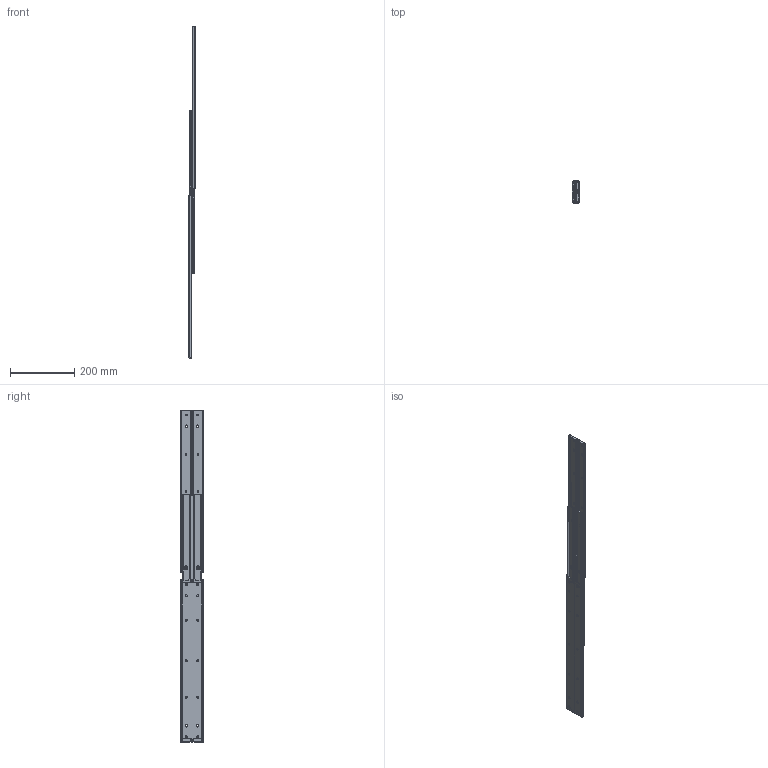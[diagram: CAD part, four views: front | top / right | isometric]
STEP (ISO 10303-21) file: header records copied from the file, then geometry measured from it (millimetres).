
FILE_DESCRIPTION (( 'STEP AP203' ), '1' );
FILE_NAME ('U51-20.STEP', '2020-07-07T07:13:40', ( '' ), ( '' ), 'SwSTEP 2.0', 'SolidWorks 2019', '' );
FILE_SCHEMA (( 'CONFIG_CONTROL_DESIGN' ));
Length unit declared in the file: millimetre
Products named in the file (5): U51-20; OM継板-20 ; IM U51-20; OM U51-20; IM継板-20
Assembly tree (11 placements, depth 2):
  U51-20
    OM U51-20  x4
    OM継板-20   x2
    IM U51-20  x4
    IM継板-20
Bounding box: 23.5 x 71.18 x 1037.5 mm (x, y, z)
Volume: 371216.6 mm3; surface area: 515059.7 mm2
Topology: 11 solids, 11 shells, 652 faces, 1882 edges, 1252 vertices
Faces by surface type: cylinder 342, plane 310
Entity records: 8237 total; most frequent: CARTESIAN_POINT 1532, DIRECTION 1278, ORIENTED_EDGE 1256, EDGE_CURVE 628, AXIS2_PLACEMENT_3D 464, VERTEX_POINT 418, VECTOR 350, LINE 350
